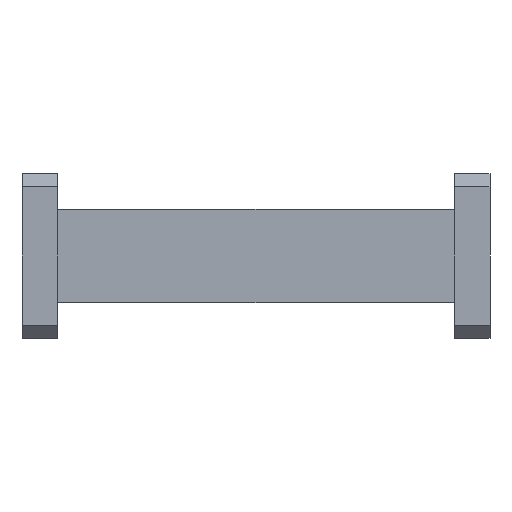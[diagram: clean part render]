
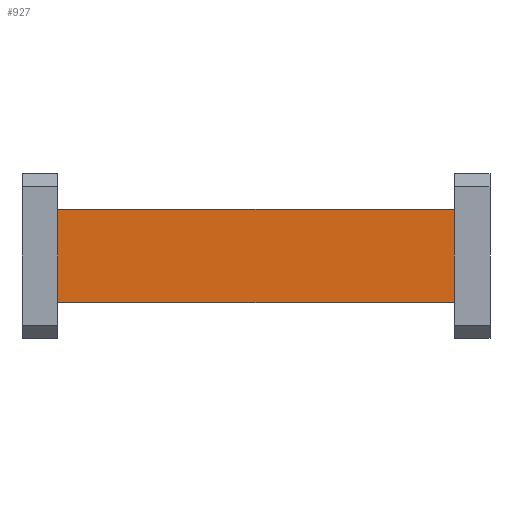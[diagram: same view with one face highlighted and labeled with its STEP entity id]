
A CAD part, front view. The second image highlights one B-rep face of the part: STEP entity #927.
In plain terms, the highlighted planar face has unit normal (0, -1, 0).
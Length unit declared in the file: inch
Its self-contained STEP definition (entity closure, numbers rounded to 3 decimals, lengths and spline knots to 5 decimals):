
#15 = ORIENTED_EDGE ( 'NONE', *, *, #1025, .T. ) ;
#21 = ORIENTED_EDGE ( 'NONE', *, *, #1045, .F. ) ;
#86 = CARTESIAN_POINT ( 'NONE',  ( 2.31, -0.125, -0.25 ) ) ;
#130 = VECTOR ( 'NONE', #1417, 39.37008 ) ;
#162 = EDGE_LOOP ( 'NONE', ( #312, #21, #460, #15 ) ) ;
#204 = DIRECTION ( 'NONE',  ( 0., 0., -1. ) ) ;
#245 = DIRECTION ( 'NONE',  ( 0., 0., -1. ) ) ;
#251 = VERTEX_POINT ( 'NONE', #252 ) ;
#252 = CARTESIAN_POINT ( 'NONE',  ( 0.19, -0.125, 0.25 ) ) ;
#312 = ORIENTED_EDGE ( 'NONE', *, *, #1605, .T. ) ;
#389 = CARTESIAN_POINT ( 'NONE',  ( 2.31, -0.125, -0.25 ) ) ;
#393 = CARTESIAN_POINT ( 'NONE',  ( 2.31, -0.125, 0.25 ) ) ;
#432 = CARTESIAN_POINT ( 'NONE',  ( 0.19, -0.125, -0.25 ) ) ;
#460 = ORIENTED_EDGE ( 'NONE', *, *, #865, .F. ) ;
#472 = VERTEX_POINT ( 'NONE', #1284 ) ;
#544 = VECTOR ( 'NONE', #672, 39.37008 ) ;
#672 = DIRECTION ( 'NONE',  ( -1., 0., 0. ) ) ;
#771 = LINE ( 'NONE', #1393, #1028 ) ;
#819 = CARTESIAN_POINT ( 'NONE',  ( 0.19, -0.125, -0.25 ) ) ;
#865 = EDGE_CURVE ( 'NONE', #472, #1325, #771, .T. ) ;
#889 = VECTOR ( 'NONE', #204, 39.37008 ) ;
#895 = FACE_OUTER_BOUND ( 'NONE', #162, .T. ) ;
#927 = ADVANCED_FACE ( 'NONE', ( #895 ), #1410, .F. ) ;
#987 = DIRECTION ( 'NONE',  ( 0., 1., 0. ) ) ;
#1025 = EDGE_CURVE ( 'NONE', #472, #251, #1539, .T. ) ;
#1028 = VECTOR ( 'NONE', #245, 39.37008 ) ;
#1045 = EDGE_CURVE ( 'NONE', #1325, #1555, #1288, .T. ) ;
#1239 = AXIS2_PLACEMENT_3D ( 'NONE', #1627, #987, #1499 ) ;
#1284 = CARTESIAN_POINT ( 'NONE',  ( 2.31, -0.125, 0.25 ) ) ;
#1288 = LINE ( 'NONE', #389, #130 ) ;
#1325 = VERTEX_POINT ( 'NONE', #86 ) ;
#1393 = CARTESIAN_POINT ( 'NONE',  ( 2.31, -0.125, -0.25 ) ) ;
#1410 = PLANE ( 'NONE',  #1239 ) ;
#1417 = DIRECTION ( 'NONE',  ( -1., 0., 0. ) ) ;
#1455 = LINE ( 'NONE', #819, #889 ) ;
#1499 = DIRECTION ( 'NONE',  ( 0., 0., 1. ) ) ;
#1539 = LINE ( 'NONE', #393, #544 ) ;
#1555 = VERTEX_POINT ( 'NONE', #432 ) ;
#1605 = EDGE_CURVE ( 'NONE', #251, #1555, #1455, .T. ) ;
#1627 = CARTESIAN_POINT ( 'NONE',  ( 2.31, -0.125, -0.25 ) ) ;
